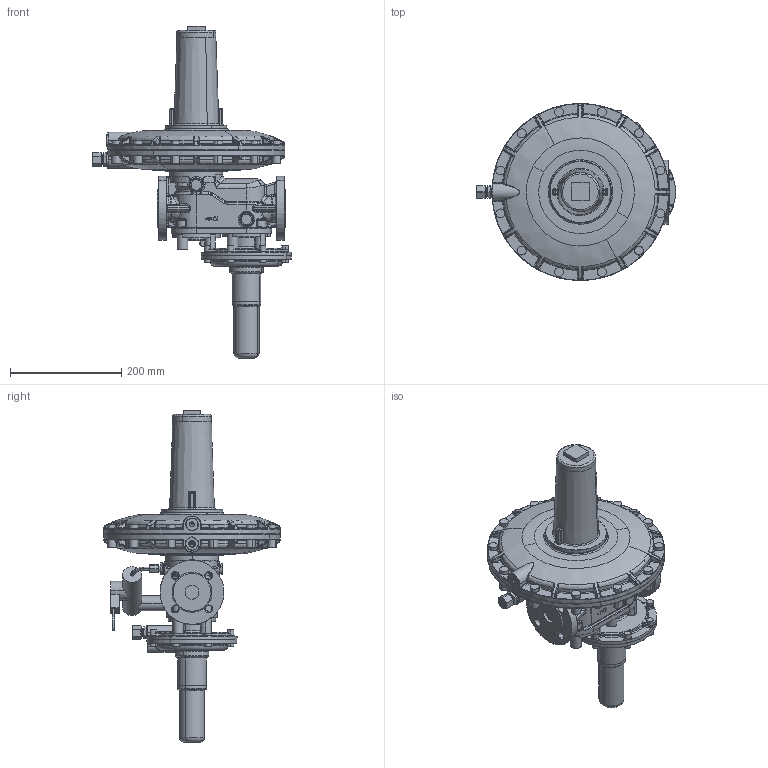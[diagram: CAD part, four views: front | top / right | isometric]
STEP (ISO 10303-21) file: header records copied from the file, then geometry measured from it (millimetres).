
FILE_DESCRIPTION(('CATIA V5 STEP'),'2;1');
FILE_NAME('RS 250 DN 025-318.stp','2011-01-17T12:33:12+00:00',('none'),('none'),'CATIA Version 5 Release 19 SP 8 (IN-10)','CATIA V5 STEP AP214','none');
FILE_SCHEMA(('AUTOMOTIVE_DESIGN { 1 0 10303 214 1 1 1 1 }'));
Products named in the file (1): 870800_AllCATPart
Bounding box: 357.8 x 318 x 596.56 mm (x, y, z)
Volume: 8114000.3 mm3; surface area: 518818.9 mm2
Topology: 1 solids, 24 shells, 2682 faces, 6675 edges, 3790 vertices
Faces by surface type: cylinder 808, bspline 613, torus 515, plane 441, sphere 137, cone 114, revolution 54
Entity records: 117036 total; most frequent: CARTESIAN_POINT 64246, ORIENTED_EDGE 12766, DIRECTION 7230, EDGE_CURVE 6383, AXIS2_PLACEMENT_3D 4214, VERTEX_POINT 3790, EDGE_LOOP 2765, ADVANCED_FACE 2682
